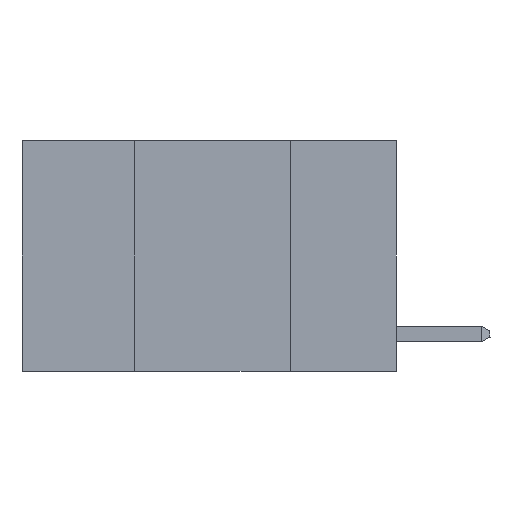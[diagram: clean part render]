
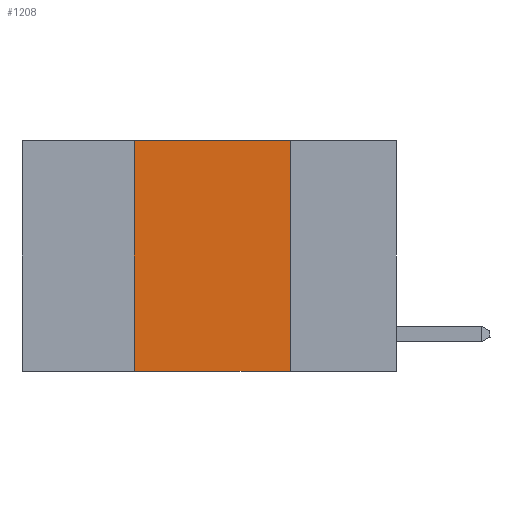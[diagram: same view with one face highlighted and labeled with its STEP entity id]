
A CAD part, left-side view. The second image highlights one B-rep face of the part: STEP entity #1208.
In plain terms, the highlighted planar face has unit normal (-1, 0, 0).
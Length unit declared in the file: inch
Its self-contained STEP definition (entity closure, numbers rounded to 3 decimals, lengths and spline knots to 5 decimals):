
#452 = LINE ( 'NONE', #7617, #10669 ) ;
#1208 = ADVANCED_FACE ( 'NONE', ( #20322 ), #25064, .F. ) ;
#3561 = CARTESIAN_POINT ( 'NONE',  ( 0., 0.17, 0. ) ) ;
#4144 = CARTESIAN_POINT ( 'NONE',  ( 0., 0.17, 0. ) ) ;
#4669 = VERTEX_POINT ( 'NONE', #10735 ) ;
#5119 = EDGE_LOOP ( 'NONE', ( #21627, #23699, #18829, #22514 ) ) ;
#7617 = CARTESIAN_POINT ( 'NONE',  ( 0., 0.42, 0. ) ) ;
#9743 = DIRECTION ( 'NONE',  ( 0., 0., 1. ) ) ;
#10117 = VECTOR ( 'NONE', #20627, 39.37008 ) ;
#10598 = CARTESIAN_POINT ( 'NONE',  ( 0., 0.6, 0. ) ) ;
#10669 = VECTOR ( 'NONE', #9743, 39.37008 ) ;
#10735 = CARTESIAN_POINT ( 'NONE',  ( 0., 0.42, -0.37 ) ) ;
#11596 = AXIS2_PLACEMENT_3D ( 'NONE', #24754, #24288, #24239 ) ;
#12595 = DIRECTION ( 'NONE',  ( 0., -1., 0. ) ) ;
#13645 = VECTOR ( 'NONE', #17586, 39.37008 ) ;
#14262 = CARTESIAN_POINT ( 'NONE',  ( 0., 0.17, -0.37 ) ) ;
#14346 = VECTOR ( 'NONE', #12595, 39.37008 ) ;
#15411 = LINE ( 'NONE', #22587, #10117 ) ;
#15433 = EDGE_CURVE ( 'NONE', #17831, #24044, #21583, .T. ) ;
#17586 = DIRECTION ( 'NONE',  ( 0., 0., -1. ) ) ;
#17642 = EDGE_CURVE ( 'NONE', #4669, #24044, #15411, .T. ) ;
#17678 = CARTESIAN_POINT ( 'NONE',  ( 0., 0.42, 0. ) ) ;
#17831 = VERTEX_POINT ( 'NONE', #4144 ) ;
#18829 = ORIENTED_EDGE ( 'NONE', *, *, #22424, .F. ) ;
#20322 = FACE_OUTER_BOUND ( 'NONE', #5119, .T. ) ;
#20627 = DIRECTION ( 'NONE',  ( 0., -1., 0. ) ) ;
#21583 = LINE ( 'NONE', #3561, #13645 ) ;
#21627 = ORIENTED_EDGE ( 'NONE', *, *, #15433, .F. ) ;
#22424 = EDGE_CURVE ( 'NONE', #4669, #23882, #452, .T. ) ;
#22514 = ORIENTED_EDGE ( 'NONE', *, *, #17642, .T. ) ;
#22587 = CARTESIAN_POINT ( 'NONE',  ( 0., 0.6, -0.37 ) ) ;
#23699 = ORIENTED_EDGE ( 'NONE', *, *, #24126, .F. ) ;
#23882 = VERTEX_POINT ( 'NONE', #17678 ) ;
#24044 = VERTEX_POINT ( 'NONE', #14262 ) ;
#24126 = EDGE_CURVE ( 'NONE', #23882, #17831, #24642, .T. ) ;
#24239 = DIRECTION ( 'NONE',  ( 0., 0., -1. ) ) ;
#24288 = DIRECTION ( 'NONE',  ( 1., 0., 0. ) ) ;
#24642 = LINE ( 'NONE', #10598, #14346 ) ;
#24754 = CARTESIAN_POINT ( 'NONE',  ( 0., 0.6, 0. ) ) ;
#25064 = PLANE ( 'NONE',  #11596 ) ;
